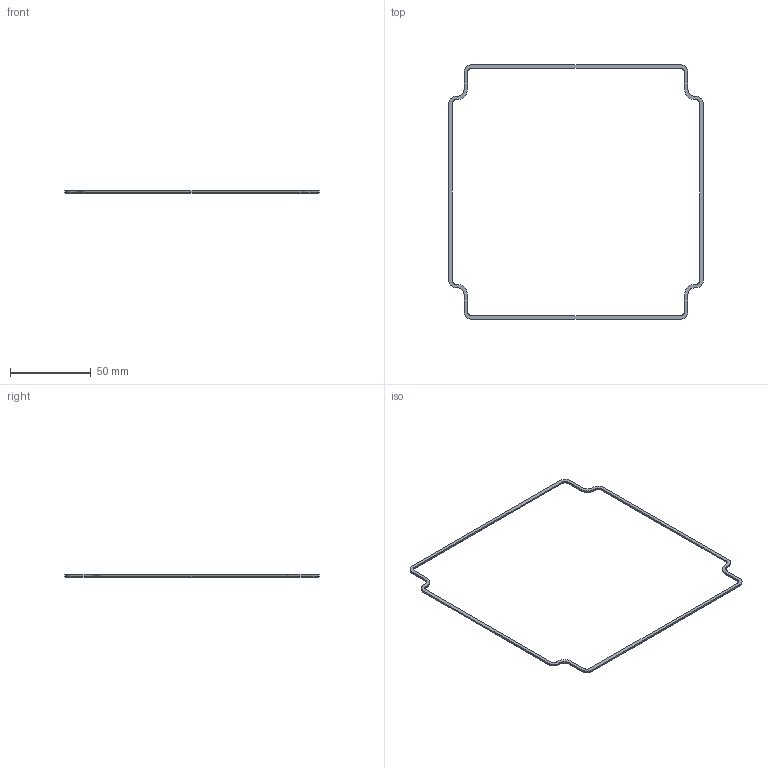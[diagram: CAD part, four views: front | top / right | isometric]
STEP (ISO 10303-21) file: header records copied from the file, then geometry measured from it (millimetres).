
FILE_DESCRIPTION (( 'STEP AP203' ), '1' );
FILE_NAME ('1554RGASKET.step', '2020-11-17T19:55:11', ( 'ADC123' ), ( 'Microsoft' ), 'SwSTEP 2.0', 'SolidWorks 2019', '' );
FILE_SCHEMA (( 'CONFIG_CONTROL_DESIGN' ));
Length unit declared in the file: inch
Products named in the file (1): 1554RGASKET
Bounding box: 157.47 x 157.47 x 1.5 mm (x, y, z)
Volume: 1652.5 mm3; surface area: 3917.1 mm2
Topology: 1 solids, 1 shells, 96 faces, 235 edges, 141 vertices
Faces by surface type: plane 25, cone 24, bspline 24, cylinder 23
Entity records: 3148 total; most frequent: CARTESIAN_POINT 913, ORIENTED_EDGE 470, DIRECTION 449, EDGE_CURVE 235, AXIS2_PLACEMENT_3D 167, VERTEX_POINT 141, LINE 115, VECTOR 115
